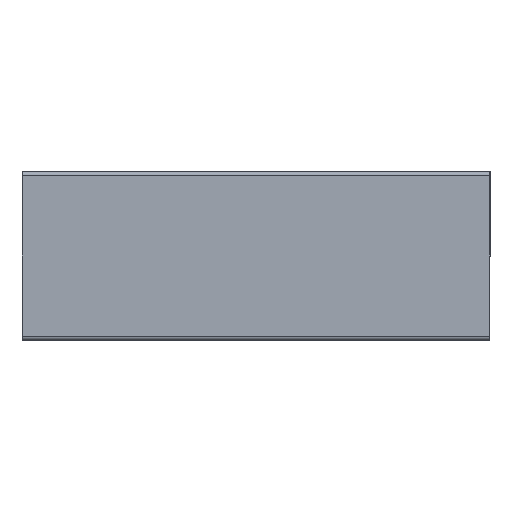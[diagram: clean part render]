
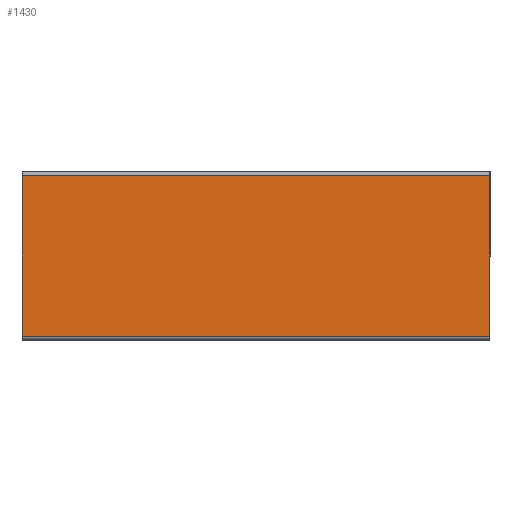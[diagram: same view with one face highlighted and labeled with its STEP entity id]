
A CAD part, left-side view. The second image highlights one B-rep face of the part: STEP entity #1430.
In plain terms, the highlighted planar face has unit normal (-1, 0, 0).
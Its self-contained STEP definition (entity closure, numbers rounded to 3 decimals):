
#30 = DIRECTION ( 'NONE',  ( 1., 0., 0. ) ) ;
#75 = CARTESIAN_POINT ( 'NONE',  ( -0.3, 0.44, 0. ) ) ;
#112 = VERTEX_POINT ( 'NONE', #597 ) ;
#255 = VECTOR ( 'NONE', #1604, 1000. ) ;
#368 = ORIENTED_EDGE ( 'NONE', *, *, #770, .T. ) ;
#394 = CARTESIAN_POINT ( 'NONE',  ( -0.3, 0.01, 1.25 ) ) ;
#595 = CARTESIAN_POINT ( 'NONE',  ( -0.3, 0.01, 0. ) ) ;
#597 = CARTESIAN_POINT ( 'NONE',  ( -0.3, 0.44, 1.25 ) ) ;
#610 = VECTOR ( 'NONE', #854, 1000. ) ;
#731 = PLANE ( 'NONE',  #1721 ) ;
#770 = EDGE_CURVE ( 'NONE', #112, #2001, #1774, .T. ) ;
#854 = DIRECTION ( 'NONE',  ( 0., -1., 0. ) ) ;
#932 = CARTESIAN_POINT ( 'NONE',  ( -0.3, 0.01, 1.25 ) ) ;
#1035 = LINE ( 'NONE', #1174, #610 ) ;
#1131 = DIRECTION ( 'NONE',  ( 0., -1., 0. ) ) ;
#1134 = ORIENTED_EDGE ( 'NONE', *, *, #1150, .F. ) ;
#1150 = EDGE_CURVE ( 'NONE', #112, #2081, #1035, .T. ) ;
#1174 = CARTESIAN_POINT ( 'NONE',  ( -0.3, 0.01, 1.25 ) ) ;
#1264 = DIRECTION ( 'NONE',  ( 0., 0., -1. ) ) ;
#1413 = LINE ( 'NONE', #2057, #1749 ) ;
#1430 = ADVANCED_FACE ( 'NONE', ( #1843 ), #731, .F. ) ;
#1493 = VECTOR ( 'NONE', #1131, 1000. ) ;
#1604 = DIRECTION ( 'NONE',  ( 0., 0., -1. ) ) ;
#1634 = EDGE_CURVE ( 'NONE', #2081, #1789, #1413, .T. ) ;
#1656 = ORIENTED_EDGE ( 'NONE', *, *, #1755, .T. ) ;
#1721 = AXIS2_PLACEMENT_3D ( 'NONE', #394, #30, #1264 ) ;
#1749 = VECTOR ( 'NONE', #2233, 1000. ) ;
#1755 = EDGE_CURVE ( 'NONE', #2001, #1789, #2132, .T. ) ;
#1774 = LINE ( 'NONE', #1938, #255 ) ;
#1789 = VERTEX_POINT ( 'NONE', #1817 ) ;
#1817 = CARTESIAN_POINT ( 'NONE',  ( -0.3, 0.01, 0. ) ) ;
#1843 = FACE_OUTER_BOUND ( 'NONE', #2113, .T. ) ;
#1938 = CARTESIAN_POINT ( 'NONE',  ( -0.3, 0.44, 1.25 ) ) ;
#2001 = VERTEX_POINT ( 'NONE', #75 ) ;
#2057 = CARTESIAN_POINT ( 'NONE',  ( -0.3, 0.01, 1.25 ) ) ;
#2081 = VERTEX_POINT ( 'NONE', #932 ) ;
#2113 = EDGE_LOOP ( 'NONE', ( #1656, #2225, #1134, #368 ) ) ;
#2132 = LINE ( 'NONE', #595, #1493 ) ;
#2225 = ORIENTED_EDGE ( 'NONE', *, *, #1634, .F. ) ;
#2233 = DIRECTION ( 'NONE',  ( 0., 0., -1. ) ) ;
